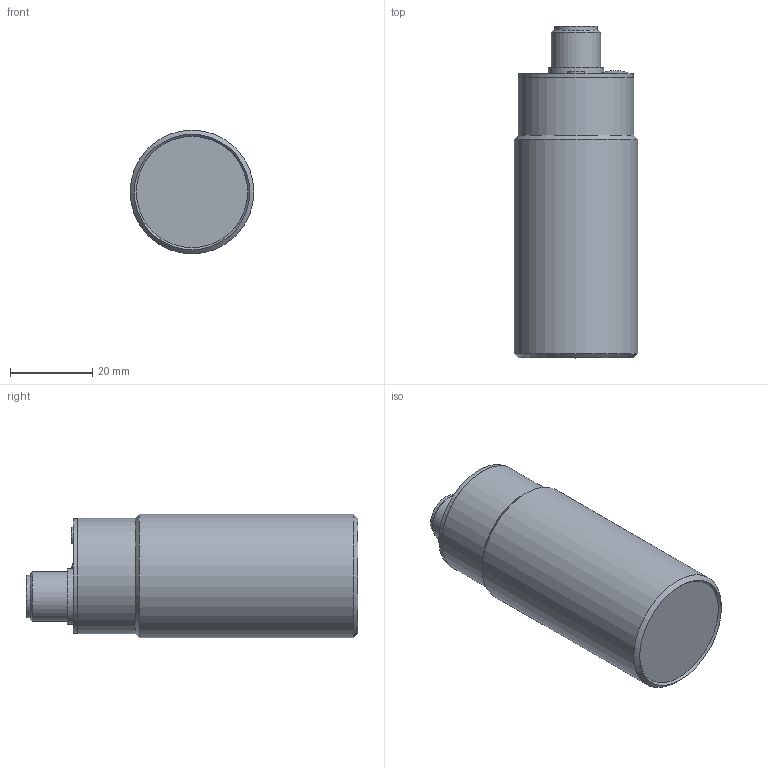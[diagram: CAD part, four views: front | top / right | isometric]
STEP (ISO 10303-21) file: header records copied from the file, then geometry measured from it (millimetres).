
FILE_DESCRIPTION(/* description */ (''),/* implementation_level */ '2;1');
FILE_NAME(/* name */ 'IA0231_Shrinkwrap_1.stp',/* time_stamp */ '2022-03-18T10:28:09+01:00',/* author */ ('Krieger Anja'),/* organization */ (''),/* preprocessor_version */ 'ST-DEVELOPER v18.1',/* originating_system */ 'Autodesk Inventor 2021',/* authorisation */ '');
FILE_SCHEMA (('AUTOMOTIVE_DESIGN { 1 0 10303 214 3 1 1 }'));
Length unit declared in the file: millimetre
Products named in the file (1): IA0231_Shrinkwrap_1
Bounding box: 30 x 80.5 x 30 mm (x, y, z)
Volume: 47875.9 mm3; surface area: 8524 mm2
Topology: 1 solids, 1 shells, 32 faces, 71 edges, 47 vertices
Faces by surface type: cylinder 14, plane 8, sphere 5, cone 4, bspline 1
Full cylindrical faces by diameter (mm): 1 x5, 4 x1, 10.3 x1, 12 x1, 13.5 x1, 27.8 x1, 28 x1, 30 x1
Entity records: 1040 total; most frequent: DIRECTION 176, CARTESIAN_POINT 171, ORIENTED_EDGE 130, AXIS2_PLACEMENT_3D 79, EDGE_CURVE 65, CIRCLE 47, VERTEX_POINT 47, EDGE_LOOP 44
